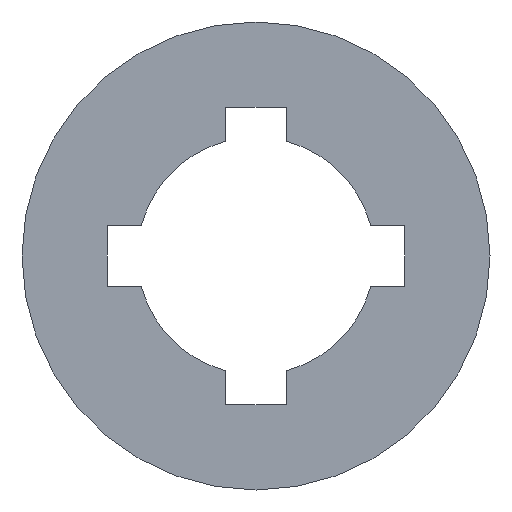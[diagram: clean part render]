
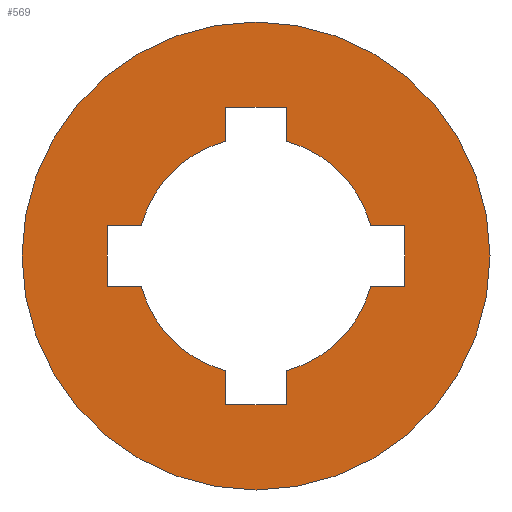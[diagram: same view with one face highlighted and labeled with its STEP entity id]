
A CAD part, front view. The second image highlights one B-rep face of the part: STEP entity #569.
In plain terms, the highlighted planar face has unit normal (0, -1, 0).
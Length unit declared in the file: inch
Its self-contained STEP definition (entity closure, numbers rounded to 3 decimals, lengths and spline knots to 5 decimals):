
#6 = EDGE_CURVE ( 'NONE', #139, #611, #41, .T. ) ;
#9 = CARTESIAN_POINT ( 'NONE',  ( 0., -0.125, -0.3125 ) ) ;
#11 = DIRECTION ( 'NONE',  ( 1., 0., 0. ) ) ;
#19 = DIRECTION ( 'NONE',  ( 0., 0., 1. ) ) ;
#20 = VERTEX_POINT ( 'NONE', #432 ) ;
#25 = CARTESIAN_POINT ( 'NONE',  ( 0.15324, -0.125, 0.04035 ) ) ;
#31 = ORIENTED_EDGE ( 'NONE', *, *, #539, .F. ) ;
#37 = EDGE_CURVE ( 'NONE', #480, #670, #202, .T. ) ;
#39 = VECTOR ( 'NONE', #411, 39.37008 ) ;
#41 = LINE ( 'NONE', #520, #51 ) ;
#43 = LINE ( 'NONE', #416, #557 ) ;
#47 = EDGE_CURVE ( 'NONE', #480, #20, #266, .T. ) ;
#51 = VECTOR ( 'NONE', #523, 39.37008 ) ;
#59 = VECTOR ( 'NONE', #204, 39.37008 ) ;
#60 = CIRCLE ( 'NONE', #68, 0.15846 ) ;
#68 = AXIS2_PLACEMENT_3D ( 'NONE', #440, #443, #649 ) ;
#74 = CARTESIAN_POINT ( 'NONE',  ( 0., -0.125, 0. ) ) ;
#78 = CARTESIAN_POINT ( 'NONE',  ( 0.04035, -0.125, 0. ) ) ;
#80 = ORIENTED_EDGE ( 'NONE', *, *, #612, .T. ) ;
#82 = CARTESIAN_POINT ( 'NONE',  ( 0.19882, -0.125, 0. ) ) ;
#89 = CARTESIAN_POINT ( 'NONE',  ( 0., -0.125, -0.04035 ) ) ;
#93 = VECTOR ( 'NONE', #366, 39.37008 ) ;
#97 = EDGE_CURVE ( 'NONE', #240, #153, #261, .T. ) ;
#98 = CARTESIAN_POINT ( 'NONE',  ( 0., -0.125, 0. ) ) ;
#102 = CARTESIAN_POINT ( 'NONE',  ( -0.04035, -0.125, 0. ) ) ;
#109 = CARTESIAN_POINT ( 'NONE',  ( 0.19882, -0.125, 0.04035 ) ) ;
#117 = CIRCLE ( 'NONE', #437, 0.3125 ) ;
#136 = CIRCLE ( 'NONE', #630, 0.15846 ) ;
#139 = VERTEX_POINT ( 'NONE', #686 ) ;
#141 = EDGE_CURVE ( 'NONE', #20, #153, #468, .T. ) ;
#142 = LINE ( 'NONE', #89, #59 ) ;
#153 = VERTEX_POINT ( 'NONE', #446 ) ;
#158 = DIRECTION ( 'NONE',  ( 0., 1., 0. ) ) ;
#180 = ORIENTED_EDGE ( 'NONE', *, *, #283, .F. ) ;
#183 = EDGE_CURVE ( 'NONE', #318, #424, #438, .T. ) ;
#184 = DIRECTION ( 'NONE',  ( 0., 0., 1. ) ) ;
#185 = VERTEX_POINT ( 'NONE', #336 ) ;
#195 = VECTOR ( 'NONE', #231, 39.37008 ) ;
#202 = LINE ( 'NONE', #376, #93 ) ;
#204 = DIRECTION ( 'NONE',  ( 1., 0., 0. ) ) ;
#206 = ORIENTED_EDGE ( 'NONE', *, *, #602, .F. ) ;
#209 = CARTESIAN_POINT ( 'NONE',  ( 0., -0.125, -0.04035 ) ) ;
#212 = AXIS2_PLACEMENT_3D ( 'NONE', #609, #462, #184 ) ;
#213 = CARTESIAN_POINT ( 'NONE',  ( -0.04035, -0.125, -0.15324 ) ) ;
#225 = LINE ( 'NONE', #643, #195 ) ;
#229 = CARTESIAN_POINT ( 'NONE',  ( -0.04035, -0.125, 0.19882 ) ) ;
#231 = DIRECTION ( 'NONE',  ( 0., 0., -1. ) ) ;
#240 = VERTEX_POINT ( 'NONE', #229 ) ;
#243 = CARTESIAN_POINT ( 'NONE',  ( 0.15324, -0.125, -0.04035 ) ) ;
#246 = EDGE_CURVE ( 'NONE', #355, #315, #60, .T. ) ;
#249 = ORIENTED_EDGE ( 'NONE', *, *, #37, .F. ) ;
#251 = CARTESIAN_POINT ( 'NONE',  ( 0., -0.125, 0. ) ) ;
#261 = LINE ( 'NONE', #102, #583 ) ;
#262 = EDGE_LOOP ( 'NONE', ( #631, #577, #295, #676, #519, #657, #362, #606, #463, #31, #249, #307, #296, #565, #293, #80 ) ) ;
#263 = DIRECTION ( 'NONE',  ( 0., 1., 0. ) ) ;
#266 = LINE ( 'NONE', #430, #311 ) ;
#282 = EDGE_CURVE ( 'NONE', #315, #611, #398, .T. ) ;
#283 = EDGE_CURVE ( 'NONE', #666, #185, #117, .T. ) ;
#288 = AXIS2_PLACEMENT_3D ( 'NONE', #634, #158, #369 ) ;
#293 = ORIENTED_EDGE ( 'NONE', *, *, #370, .T. ) ;
#295 = ORIENTED_EDGE ( 'NONE', *, *, #330, .T. ) ;
#296 = ORIENTED_EDGE ( 'NONE', *, *, #141, .T. ) ;
#307 = ORIENTED_EDGE ( 'NONE', *, *, #47, .T. ) ;
#311 = VECTOR ( 'NONE', #585, 39.37008 ) ;
#313 = EDGE_CURVE ( 'NONE', #659, #663, #501, .T. ) ;
#315 = VERTEX_POINT ( 'NONE', #656 ) ;
#318 = VERTEX_POINT ( 'NONE', #25 ) ;
#324 = DIRECTION ( 'NONE',  ( 0., 0., -1. ) ) ;
#330 = EDGE_CURVE ( 'NONE', #424, #399, #457, .T. ) ;
#331 = CARTESIAN_POINT ( 'NONE',  ( -0.19882, -0.125, -0.04035 ) ) ;
#334 = CARTESIAN_POINT ( 'NONE',  ( 0.19882, -0.125, -0.04035 ) ) ;
#336 = CARTESIAN_POINT ( 'NONE',  ( 0., -0.125, 0.3125 ) ) ;
#337 = CARTESIAN_POINT ( 'NONE',  ( 0., -0.125, 0. ) ) ;
#341 = AXIS2_PLACEMENT_3D ( 'NONE', #98, #675, #562 ) ;
#343 = CARTESIAN_POINT ( 'NONE',  ( 0.04035, -0.125, 0.15324 ) ) ;
#350 = VERTEX_POINT ( 'NONE', #343 ) ;
#353 = CARTESIAN_POINT ( 'NONE',  ( 0., -0.125, 0.19882 ) ) ;
#355 = VERTEX_POINT ( 'NONE', #243 ) ;
#362 = ORIENTED_EDGE ( 'NONE', *, *, #6, .F. ) ;
#366 = DIRECTION ( 'NONE',  ( 0., 0., -1. ) ) ;
#369 = DIRECTION ( 'NONE',  ( 0., 0., 1. ) ) ;
#370 = EDGE_CURVE ( 'NONE', #240, #455, #662, .T. ) ;
#371 = CARTESIAN_POINT ( 'NONE',  ( -0.15324, -0.125, -0.04035 ) ) ;
#376 = CARTESIAN_POINT ( 'NONE',  ( -0.19882, -0.125, 0. ) ) ;
#398 = LINE ( 'NONE', #78, #39 ) ;
#399 = VERTEX_POINT ( 'NONE', #334 ) ;
#411 = DIRECTION ( 'NONE',  ( 0., 0., -1. ) ) ;
#416 = CARTESIAN_POINT ( 'NONE',  ( 0.04035, -0.125, 0. ) ) ;
#424 = VERTEX_POINT ( 'NONE', #109 ) ;
#428 = VECTOR ( 'NONE', #11, 39.37008 ) ;
#430 = CARTESIAN_POINT ( 'NONE',  ( 0., -0.125, 0.04035 ) ) ;
#432 = CARTESIAN_POINT ( 'NONE',  ( -0.15324, -0.125, 0.04035 ) ) ;
#437 = AXIS2_PLACEMENT_3D ( 'NONE', #74, #448, #19 ) ;
#438 = LINE ( 'NONE', #652, #428 ) ;
#440 = CARTESIAN_POINT ( 'NONE',  ( 0., -0.125, 0. ) ) ;
#442 = CARTESIAN_POINT ( 'NONE',  ( -0.19882, -0.125, 0.04035 ) ) ;
#443 = DIRECTION ( 'NONE',  ( 0., 1., 0. ) ) ;
#446 = CARTESIAN_POINT ( 'NONE',  ( -0.04035, -0.125, 0.15324 ) ) ;
#448 = DIRECTION ( 'NONE',  ( 0., 1., 0. ) ) ;
#450 = EDGE_CURVE ( 'NONE', #350, #318, #136, .T. ) ;
#455 = VERTEX_POINT ( 'NONE', #653 ) ;
#457 = LINE ( 'NONE', #82, #572 ) ;
#462 = DIRECTION ( 'NONE',  ( 0., 1., 0. ) ) ;
#463 = ORIENTED_EDGE ( 'NONE', *, *, #313, .T. ) ;
#467 = DIRECTION ( 'NONE',  ( 1., 0., 0. ) ) ;
#468 = CIRCLE ( 'NONE', #288, 0.15846 ) ;
#474 = CARTESIAN_POINT ( 'NONE',  ( 0.04035, -0.125, -0.19882 ) ) ;
#478 = EDGE_CURVE ( 'NONE', #659, #139, #225, .T. ) ;
#480 = VERTEX_POINT ( 'NONE', #442 ) ;
#497 = EDGE_LOOP ( 'NONE', ( #180, #206 ) ) ;
#499 = VECTOR ( 'NONE', #563, 39.37008 ) ;
#501 = CIRCLE ( 'NONE', #212, 0.15846 ) ;
#512 = DIRECTION ( 'NONE',  ( 0., 0., -1. ) ) ;
#516 = PLANE ( 'NONE',  #526 ) ;
#519 = ORIENTED_EDGE ( 'NONE', *, *, #246, .T. ) ;
#520 = CARTESIAN_POINT ( 'NONE',  ( 0., -0.125, -0.19882 ) ) ;
#522 = FACE_OUTER_BOUND ( 'NONE', #497, .T. ) ;
#523 = DIRECTION ( 'NONE',  ( 1., 0., 0. ) ) ;
#526 = AXIS2_PLACEMENT_3D ( 'NONE', #251, #263, #680 ) ;
#531 = EDGE_CURVE ( 'NONE', #355, #399, #142, .T. ) ;
#536 = DIRECTION ( 'NONE',  ( 0., 0., 1. ) ) ;
#539 = EDGE_CURVE ( 'NONE', #670, #663, #664, .T. ) ;
#557 = VECTOR ( 'NONE', #512, 39.37008 ) ;
#562 = DIRECTION ( 'NONE',  ( 0., 0., 1. ) ) ;
#563 = DIRECTION ( 'NONE',  ( 1., 0., 0. ) ) ;
#565 = ORIENTED_EDGE ( 'NONE', *, *, #97, .F. ) ;
#569 = ADVANCED_FACE ( 'NONE', ( #632, #522 ), #516, .F. ) ;
#572 = VECTOR ( 'NONE', #665, 39.37008 ) ;
#577 = ORIENTED_EDGE ( 'NONE', *, *, #183, .T. ) ;
#580 = VECTOR ( 'NONE', #467, 39.37008 ) ;
#583 = VECTOR ( 'NONE', #324, 39.37008 ) ;
#585 = DIRECTION ( 'NONE',  ( 1., 0., 0. ) ) ;
#599 = DIRECTION ( 'NONE',  ( 0., 1., 0. ) ) ;
#602 = EDGE_CURVE ( 'NONE', #185, #666, #687, .T. ) ;
#606 = ORIENTED_EDGE ( 'NONE', *, *, #478, .F. ) ;
#609 = CARTESIAN_POINT ( 'NONE',  ( 0., -0.125, 0. ) ) ;
#611 = VERTEX_POINT ( 'NONE', #474 ) ;
#612 = EDGE_CURVE ( 'NONE', #455, #350, #43, .T. ) ;
#630 = AXIS2_PLACEMENT_3D ( 'NONE', #337, #599, #536 ) ;
#631 = ORIENTED_EDGE ( 'NONE', *, *, #450, .T. ) ;
#632 = FACE_BOUND ( 'NONE', #262, .T. ) ;
#634 = CARTESIAN_POINT ( 'NONE',  ( 0., -0.125, 0. ) ) ;
#643 = CARTESIAN_POINT ( 'NONE',  ( -0.04035, -0.125, 0. ) ) ;
#649 = DIRECTION ( 'NONE',  ( 0., 0., 1. ) ) ;
#652 = CARTESIAN_POINT ( 'NONE',  ( 0., -0.125, 0.04035 ) ) ;
#653 = CARTESIAN_POINT ( 'NONE',  ( 0.04035, -0.125, 0.19882 ) ) ;
#656 = CARTESIAN_POINT ( 'NONE',  ( 0.04035, -0.125, -0.15324 ) ) ;
#657 = ORIENTED_EDGE ( 'NONE', *, *, #282, .T. ) ;
#659 = VERTEX_POINT ( 'NONE', #213 ) ;
#662 = LINE ( 'NONE', #353, #499 ) ;
#663 = VERTEX_POINT ( 'NONE', #371 ) ;
#664 = LINE ( 'NONE', #209, #580 ) ;
#665 = DIRECTION ( 'NONE',  ( 0., 0., -1. ) ) ;
#666 = VERTEX_POINT ( 'NONE', #9 ) ;
#670 = VERTEX_POINT ( 'NONE', #331 ) ;
#675 = DIRECTION ( 'NONE',  ( 0., 1., 0. ) ) ;
#676 = ORIENTED_EDGE ( 'NONE', *, *, #531, .F. ) ;
#680 = DIRECTION ( 'NONE',  ( 0., 0., 1. ) ) ;
#686 = CARTESIAN_POINT ( 'NONE',  ( -0.04035, -0.125, -0.19882 ) ) ;
#687 = CIRCLE ( 'NONE', #341, 0.3125 ) ;
